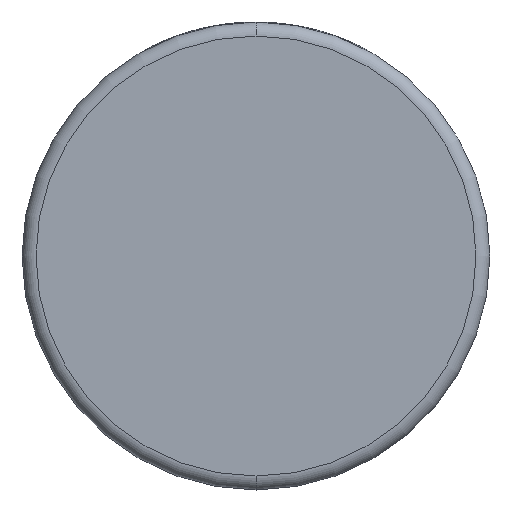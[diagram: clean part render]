
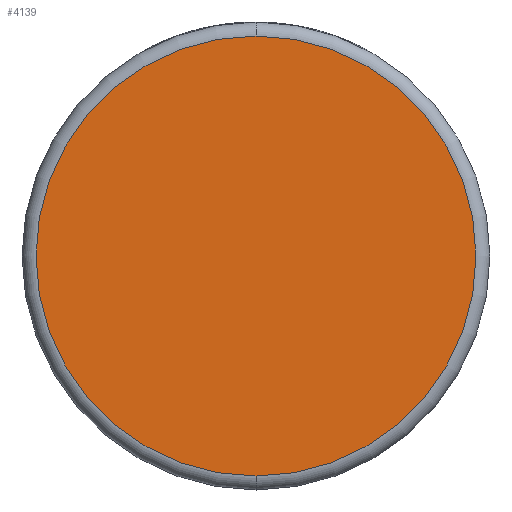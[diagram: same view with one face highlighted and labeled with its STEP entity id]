
A CAD part, front view. The second image highlights one B-rep face of the part: STEP entity #4139.
In plain terms, the highlighted planar face has unit normal (0, -1, 0).
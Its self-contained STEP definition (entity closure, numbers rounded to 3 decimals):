
#46 = AXIS2_PLACEMENT_3D ( 'NONE', #2821, #2179, #1906 ) ;
#53 = CARTESIAN_POINT ( 'NONE',  ( 0., 0., 0. ) ) ;
#92 = CIRCLE ( 'NONE', #46, 31.5 ) ;
#608 = EDGE_CURVE ( 'NONE', #3314, #4162, #92, .T. ) ;
#709 = DIRECTION ( 'NONE',  ( 0., -1., 0. ) ) ;
#1565 = PLANE ( 'NONE',  #1850 ) ;
#1650 = AXIS2_PLACEMENT_3D ( 'NONE', #53, #709, #3035 ) ;
#1840 = EDGE_CURVE ( 'NONE', #4162, #3314, #3144, .T. ) ;
#1850 = AXIS2_PLACEMENT_3D ( 'NONE', #4135, #3273, #2985 ) ;
#1906 = DIRECTION ( 'NONE',  ( 0., 0., 1. ) ) ;
#1922 = FACE_OUTER_BOUND ( 'NONE', #2084, .T. ) ;
#2001 = CARTESIAN_POINT ( 'NONE',  ( 0., 0., -31.5 ) ) ;
#2084 = EDGE_LOOP ( 'NONE', ( #3860, #2128 ) ) ;
#2128 = ORIENTED_EDGE ( 'NONE', *, *, #1840, .T. ) ;
#2179 = DIRECTION ( 'NONE',  ( 0., -1., 0. ) ) ;
#2614 = CARTESIAN_POINT ( 'NONE',  ( 0., 0., 31.5 ) ) ;
#2821 = CARTESIAN_POINT ( 'NONE',  ( 0., 0., 0. ) ) ;
#2985 = DIRECTION ( 'NONE',  ( 0., 0., 1. ) ) ;
#3035 = DIRECTION ( 'NONE',  ( 0., 0., 1. ) ) ;
#3144 = CIRCLE ( 'NONE', #1650, 31.5 ) ;
#3273 = DIRECTION ( 'NONE',  ( 0., 1., 0. ) ) ;
#3314 = VERTEX_POINT ( 'NONE', #2614 ) ;
#3860 = ORIENTED_EDGE ( 'NONE', *, *, #608, .T. ) ;
#4135 = CARTESIAN_POINT ( 'NONE',  ( 0., 0., 0. ) ) ;
#4139 = ADVANCED_FACE ( 'NONE', ( #1922 ), #1565, .F. ) ;
#4162 = VERTEX_POINT ( 'NONE', #2001 ) ;
